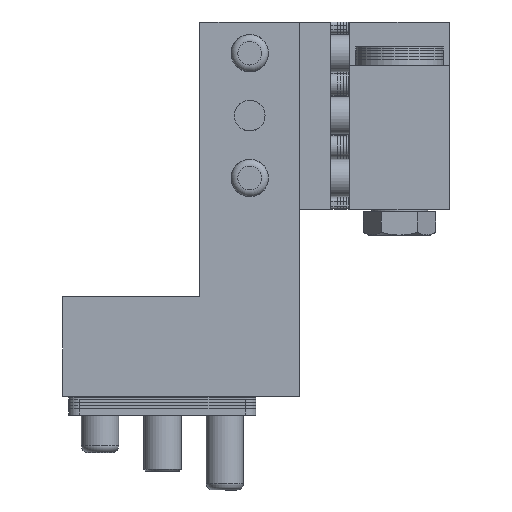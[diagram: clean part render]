
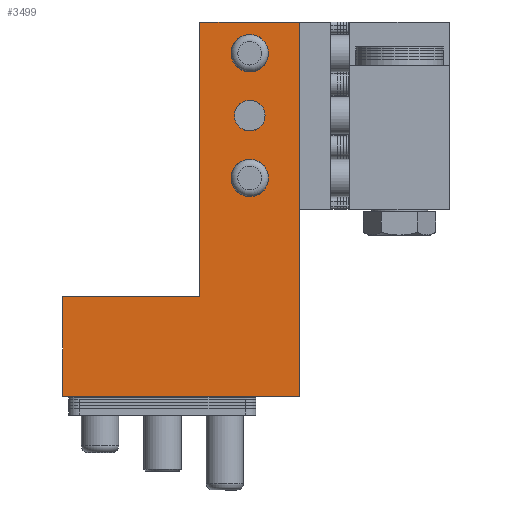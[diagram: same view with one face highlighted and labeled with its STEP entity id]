
A CAD part, front view. The second image highlights one B-rep face of the part: STEP entity #3499.
In plain terms, the highlighted face is planar.
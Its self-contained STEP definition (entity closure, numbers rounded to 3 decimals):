
#234=FACE_BOUND('',#761,.T.);
#235=FACE_BOUND('',#762,.T.);
#236=FACE_BOUND('',#763,.T.);
#324=PLANE('',#4164);
#534=FACE_OUTER_BOUND('',#760,.T.);
#760=EDGE_LOOP('',(#3146,#3147,#3148,#3149,#3150,#3151));
#761=EDGE_LOOP('',(#3152));
#762=EDGE_LOOP('',(#3153));
#763=EDGE_LOOP('',(#3154));
#1023=LINE('',#6286,#1287);
#1027=LINE('',#6294,#1291);
#1034=LINE('',#6308,#1298);
#1036=LINE('',#6312,#1300);
#1037=LINE('',#6314,#1301);
#1038=LINE('',#6315,#1302);
#1287=VECTOR('',#5175,10.);
#1291=VECTOR('',#5181,10.);
#1298=VECTOR('',#5192,10.);
#1300=VECTOR('',#5196,10.);
#1301=VECTOR('',#5197,10.);
#1302=VECTOR('',#5198,10.);
#1477=CIRCLE('',#4137,2.459);
#1478=CIRCLE('',#4139,3.);
#1479=CIRCLE('',#4141,3.);
#1769=VERTEX_POINT('',#6236);
#1770=VERTEX_POINT('',#6240);
#1771=VERTEX_POINT('',#6244);
#1785=VERTEX_POINT('',#6284);
#1786=VERTEX_POINT('',#6285);
#1789=VERTEX_POINT('',#6293);
#1794=VERTEX_POINT('',#6307);
#1795=VERTEX_POINT('',#6311);
#1796=VERTEX_POINT('',#6313);
#2222=EDGE_CURVE('',#1769,#1769,#1477,.T.);
#2224=EDGE_CURVE('',#1770,#1770,#1478,.T.);
#2226=EDGE_CURVE('',#1771,#1771,#1479,.T.);
#2244=EDGE_CURVE('',#1785,#1786,#1023,.T.);
#2248=EDGE_CURVE('',#1786,#1789,#1027,.T.);
#2255=EDGE_CURVE('',#1785,#1794,#1034,.T.);
#2257=EDGE_CURVE('',#1795,#1789,#1036,.T.);
#2258=EDGE_CURVE('',#1796,#1795,#1037,.T.);
#2259=EDGE_CURVE('',#1794,#1796,#1038,.T.);
#3146=ORIENTED_EDGE('',*,*,#2248,.T.);
#3147=ORIENTED_EDGE('',*,*,#2257,.F.);
#3148=ORIENTED_EDGE('',*,*,#2258,.F.);
#3149=ORIENTED_EDGE('',*,*,#2259,.F.);
#3150=ORIENTED_EDGE('',*,*,#2255,.F.);
#3151=ORIENTED_EDGE('',*,*,#2244,.T.);
#3152=ORIENTED_EDGE('',*,*,#2222,.T.);
#3153=ORIENTED_EDGE('',*,*,#2224,.T.);
#3154=ORIENTED_EDGE('',*,*,#2226,.T.);
#3499=ADVANCED_FACE('',(#534,#234,#235,#236),#324,.F.);
#4137=AXIS2_PLACEMENT_3D('',#6238,#5120,#5121);
#4139=AXIS2_PLACEMENT_3D('',#6242,#5125,#5126);
#4141=AXIS2_PLACEMENT_3D('',#6246,#5130,#5131);
#4164=AXIS2_PLACEMENT_3D('',#6310,#5194,#5195);
#5120=DIRECTION('center_axis',(0.,0.,1.));
#5121=DIRECTION('ref_axis',(1.,0.,0.));
#5125=DIRECTION('center_axis',(0.,0.,1.));
#5126=DIRECTION('ref_axis',(1.,0.,0.));
#5130=DIRECTION('center_axis',(0.,0.,1.));
#5131=DIRECTION('ref_axis',(1.,0.,0.));
#5175=DIRECTION('',(1.,0.,0.));
#5181=DIRECTION('',(0.,1.,0.));
#5192=DIRECTION('',(0.,-1.,0.));
#5194=DIRECTION('center_axis',(0.,0.,1.));
#5195=DIRECTION('ref_axis',(1.,0.,0.));
#5196=DIRECTION('',(-1.,0.,0.));
#5197=DIRECTION('',(0.,1.,0.));
#5198=DIRECTION('',(1.,0.,0.));
#6236=CARTESIAN_POINT('',(-17.459,-11.,-8.));
#6238=CARTESIAN_POINT('Origin',(-15.,-11.,-8.));
#6240=CARTESIAN_POINT('',(-8.,-11.,-8.));
#6242=CARTESIAN_POINT('Origin',(-5.,-11.,-8.));
#6244=CARTESIAN_POINT('',(-28.,-11.,-8.));
#6246=CARTESIAN_POINT('Origin',(-25.,-11.,-8.));
#6284=CARTESIAN_POINT('',(-30.,-3.,-8.));
#6285=CARTESIAN_POINT('',(14.,-3.,-8.));
#6286=CARTESIAN_POINT('',(7.,-3.,-8.));
#6293=CARTESIAN_POINT('',(14.,19.,-8.));
#6294=CARTESIAN_POINT('',(14.,9.5,-8.));
#6307=CARTESIAN_POINT('',(-30.,-19.,-8.));
#6308=CARTESIAN_POINT('',(-30.,19.,-8.));
#6310=CARTESIAN_POINT('Origin',(0.,0.,-8.));
#6311=CARTESIAN_POINT('',(30.,19.,-8.));
#6312=CARTESIAN_POINT('',(30.,19.,-8.));
#6313=CARTESIAN_POINT('',(30.,-19.,-8.));
#6314=CARTESIAN_POINT('',(30.,-19.,-8.));
#6315=CARTESIAN_POINT('',(-30.,-19.,-8.));
